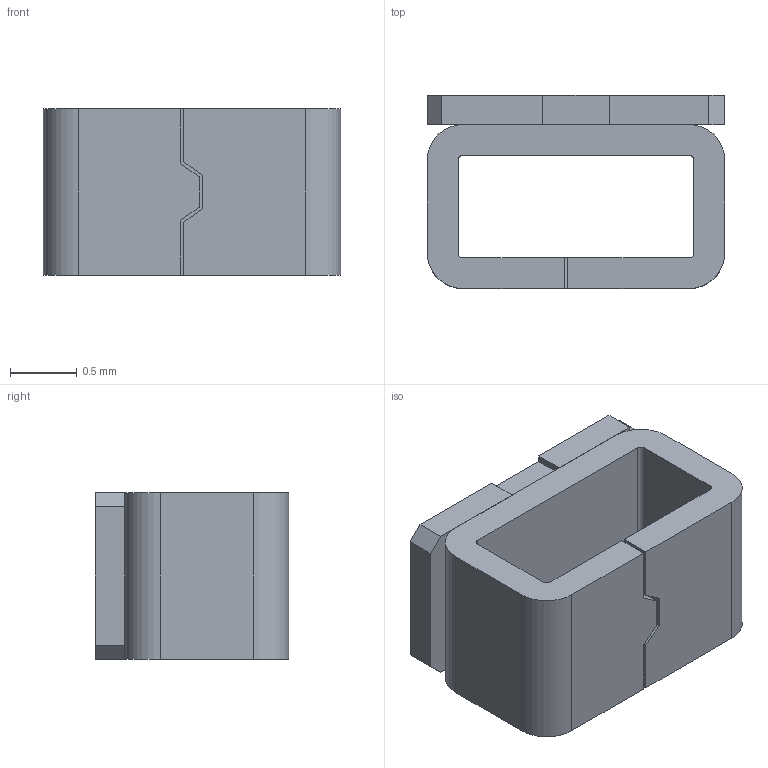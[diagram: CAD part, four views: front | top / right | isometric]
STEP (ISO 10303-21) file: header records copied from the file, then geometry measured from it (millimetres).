
FILE_DESCRIPTION (( 'STEP AP214' ), '1' );
FILE_NAME ('RCTCTE.STEP', '2024-06-15T04:46:25', ( '' ), ( '' ), 'SwSTEP 2.0', 'SolidWorks 2021', '' );
FILE_SCHEMA (( 'AUTOMOTIVE_DESIGN' ));
Length unit declared in the file: millimetre
Products named in the file (1): RCTCTE
Bounding box: 2.23 x 1.45 x 1.25 mm (x, y, z)
Volume: 2.2 mm3; surface area: 24.5 mm2
Topology: 2 solids, 2 shells, 50 faces, 138 edges, 92 vertices
Faces by surface type: plane 42, cylinder 8
Entity records: 1621 total; most frequent: CARTESIAN_POINT 281, ORIENTED_EDGE 276, DIRECTION 256, EDGE_CURVE 138, VECTOR 122, LINE 122, VERTEX_POINT 92, AXIS2_PLACEMENT_3D 67
